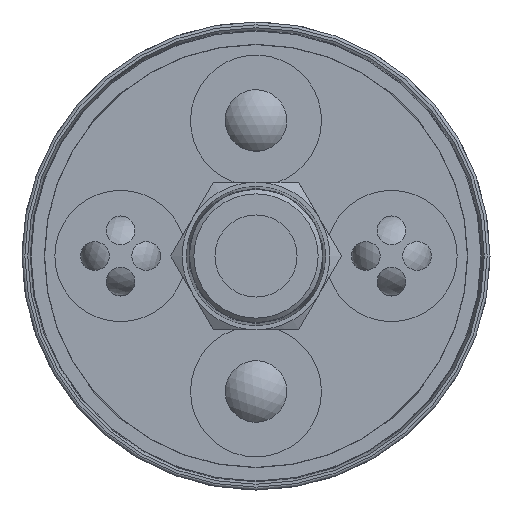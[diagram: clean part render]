
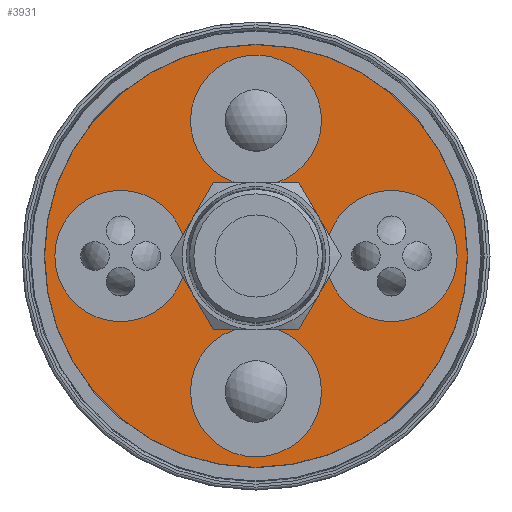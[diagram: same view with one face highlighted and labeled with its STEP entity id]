
A CAD part, front view. The second image highlights one B-rep face of the part: STEP entity #3931.
In plain terms, the highlighted planar face has unit normal (0, -1, 0).
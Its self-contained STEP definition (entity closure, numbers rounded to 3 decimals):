
#103 = EDGE_LOOP ( 'NONE', ( #1232 ) ) ;
#471 = AXIS2_PLACEMENT_3D ( 'NONE', #4055, #17298, #13832 ) ;
#823 = AXIS2_PLACEMENT_3D ( 'NONE', #3954, #12183, #4177 ) ;
#1232 = ORIENTED_EDGE ( 'NONE', *, *, #12559, .T. ) ;
#2070 = DIRECTION ( 'NONE',  ( 0., 1., 0. ) ) ;
#2304 = FACE_BOUND ( 'NONE', #19102, .T. ) ;
#2966 = EDGE_CURVE ( 'NONE', #11566, #11566, #18341, .T. ) ;
#3105 = EDGE_LOOP ( 'NONE', ( #7706 ) ) ;
#3564 = DIRECTION ( 'NONE',  ( 0., 0., 1. ) ) ;
#3610 = DIRECTION ( 'NONE',  ( 0., 1., 0. ) ) ;
#3931 = ADVANCED_FACE ( 'NONE', ( #15972, #16079, #2304, #9295, #9080, #15766 ), #19405, .F. ) ;
#3954 = CARTESIAN_POINT ( 'NONE',  ( 0., 3.5, 33. ) ) ;
#4055 = CARTESIAN_POINT ( 'NONE',  ( 0., 3.5, 0. ) ) ;
#4063 = CIRCLE ( 'NONE', #11165, 14. ) ;
#4177 = DIRECTION ( 'NONE',  ( 0., 0., 1. ) ) ;
#4647 = CARTESIAN_POINT ( 'NONE',  ( -33., 3.5, 14. ) ) ;
#4668 = CARTESIAN_POINT ( 'NONE',  ( 0., 3.5, 15.5 ) ) ;
#5289 = CARTESIAN_POINT ( 'NONE',  ( -33., 3.5, 0. ) ) ;
#5358 = CARTESIAN_POINT ( 'NONE',  ( 33., 3.5, 0. ) ) ;
#5548 = CARTESIAN_POINT ( 'NONE',  ( 0., 3.5, 47. ) ) ;
#5828 = AXIS2_PLACEMENT_3D ( 'NONE', #5358, #6908, #3564 ) ;
#6273 = DIRECTION ( 'NONE',  ( 0., 0., 1. ) ) ;
#6908 = DIRECTION ( 'NONE',  ( 0., 1., 0. ) ) ;
#6951 = EDGE_CURVE ( 'NONE', #18783, #18783, #4063, .T. ) ;
#7328 = AXIS2_PLACEMENT_3D ( 'NONE', #10537, #2070, #8863 ) ;
#7706 = ORIENTED_EDGE ( 'NONE', *, *, #2966, .T. ) ;
#8300 = CIRCLE ( 'NONE', #5828, 14. ) ;
#8863 = DIRECTION ( 'NONE',  ( 0., 0., -1. ) ) ;
#9080 = FACE_BOUND ( 'NONE', #103, .T. ) ;
#9295 = FACE_BOUND ( 'NONE', #13256, .T. ) ;
#9576 = CIRCLE ( 'NONE', #10645, 14. ) ;
#10412 = CIRCLE ( 'NONE', #823, 14. ) ;
#10417 = CARTESIAN_POINT ( 'NONE',  ( 0., 3.5, 0. ) ) ;
#10537 = CARTESIAN_POINT ( 'NONE',  ( 0., 3.5, 0. ) ) ;
#10645 = AXIS2_PLACEMENT_3D ( 'NONE', #5289, #3610, #21865 ) ;
#11165 = AXIS2_PLACEMENT_3D ( 'NONE', #21139, #21490, #6273 ) ;
#11536 = VERTEX_POINT ( 'NONE', #16334 ) ;
#11566 = VERTEX_POINT ( 'NONE', #4668 ) ;
#11893 = CARTESIAN_POINT ( 'NONE',  ( 0., 3.5, -19. ) ) ;
#12183 = DIRECTION ( 'NONE',  ( 0., 1., 0. ) ) ;
#12559 = EDGE_CURVE ( 'NONE', #14866, #14866, #8300, .T. ) ;
#12908 = CIRCLE ( 'NONE', #471, 51.5 ) ;
#13007 = CARTESIAN_POINT ( 'NONE',  ( 33., 3.5, 14. ) ) ;
#13256 = EDGE_LOOP ( 'NONE', ( #13926 ) ) ;
#13316 = EDGE_CURVE ( 'NONE', #11536, #11536, #12908, .T. ) ;
#13832 = DIRECTION ( 'NONE',  ( 0., 0., -1. ) ) ;
#13923 = ORIENTED_EDGE ( 'NONE', *, *, #21403, .T. ) ;
#13926 = ORIENTED_EDGE ( 'NONE', *, *, #6951, .T. ) ;
#13957 = VERTEX_POINT ( 'NONE', #5548 ) ;
#14067 = AXIS2_PLACEMENT_3D ( 'NONE', #10417, #14972, #20088 ) ;
#14866 = VERTEX_POINT ( 'NONE', #13007 ) ;
#14883 = EDGE_CURVE ( 'NONE', #19869, #19869, #9576, .T. ) ;
#14972 = DIRECTION ( 'NONE',  ( 0., 1., 0. ) ) ;
#15579 = EDGE_LOOP ( 'NONE', ( #13923 ) ) ;
#15766 = FACE_BOUND ( 'NONE', #15579, .T. ) ;
#15972 = FACE_OUTER_BOUND ( 'NONE', #19611, .T. ) ;
#16079 = FACE_BOUND ( 'NONE', #3105, .T. ) ;
#16334 = CARTESIAN_POINT ( 'NONE',  ( 0., 3.5, -51.5 ) ) ;
#17262 = ORIENTED_EDGE ( 'NONE', *, *, #14883, .T. ) ;
#17298 = DIRECTION ( 'NONE',  ( 0., -1., 0. ) ) ;
#18341 = CIRCLE ( 'NONE', #14067, 15.5 ) ;
#18783 = VERTEX_POINT ( 'NONE', #11893 ) ;
#19102 = EDGE_LOOP ( 'NONE', ( #17262 ) ) ;
#19405 = PLANE ( 'NONE',  #7328 ) ;
#19611 = EDGE_LOOP ( 'NONE', ( #21562 ) ) ;
#19869 = VERTEX_POINT ( 'NONE', #4647 ) ;
#20088 = DIRECTION ( 'NONE',  ( 0., 0., 1. ) ) ;
#21139 = CARTESIAN_POINT ( 'NONE',  ( 0., 3.5, -33. ) ) ;
#21403 = EDGE_CURVE ( 'NONE', #13957, #13957, #10412, .T. ) ;
#21490 = DIRECTION ( 'NONE',  ( 0., 1., 0. ) ) ;
#21562 = ORIENTED_EDGE ( 'NONE', *, *, #13316, .T. ) ;
#21865 = DIRECTION ( 'NONE',  ( 0., 0., 1. ) ) ;
